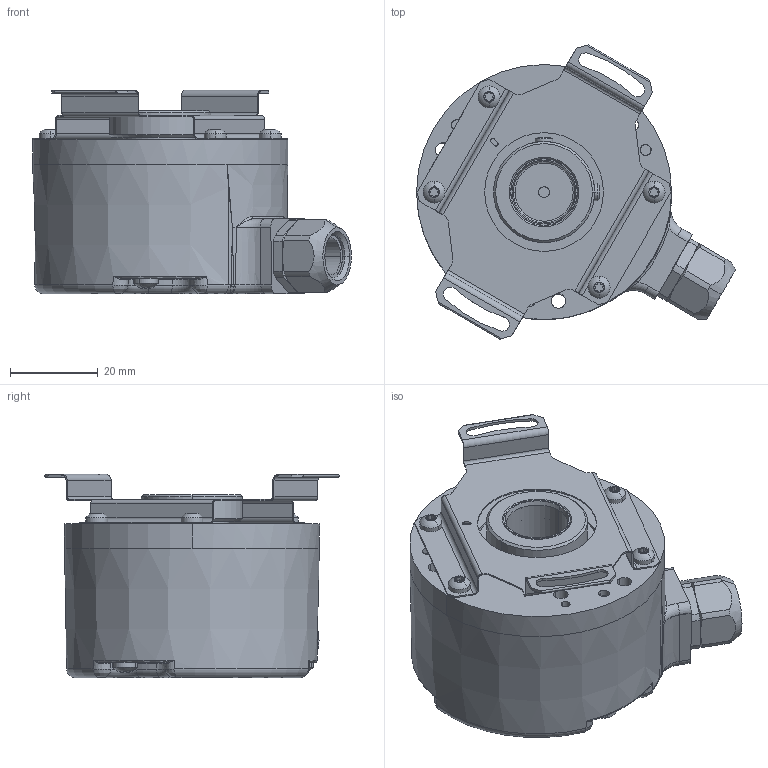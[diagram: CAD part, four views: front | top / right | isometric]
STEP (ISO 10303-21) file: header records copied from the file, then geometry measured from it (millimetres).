
FILE_DESCRIPTION((''),'2;1');
FILE_NAME('531275','2010-10-15T',('se2802'),(''),'PRO/ENGINEER BY PARAMETRIC TECHNOLOGY CORPORATION, 2010180','PRO/ENGINEER BY PARAMETRIC TECHNOLOGY CORPORATION, 2010180','');
FILE_SCHEMA(('CONFIG_CONTROL_DESIGN'));
Length unit declared in the file: millimetre
Products named in the file (1): 531275
Bounding box: 72.52 x 66.89 x 46.2 mm (x, y, z)
Volume: 54700.6 mm3; surface area: 40499.1 mm2
Topology: 1 solids, 1 shells, 1323 faces, 3602 edges, 2220 vertices
Faces by surface type: cylinder 471, plane 411, cone 185, torus 158, bspline 78, sphere 18, revolution 2
Entity records: 49747 total; most frequent: CARTESIAN_POINT 15973, DIRECTION 7402, ORIENTED_EDGE 7156, EDGE_CURVE 3578, AXIS2_PLACEMENT_3D 2992, VERTEX_POINT 2221, CIRCLE 1749, VECTOR 1416
